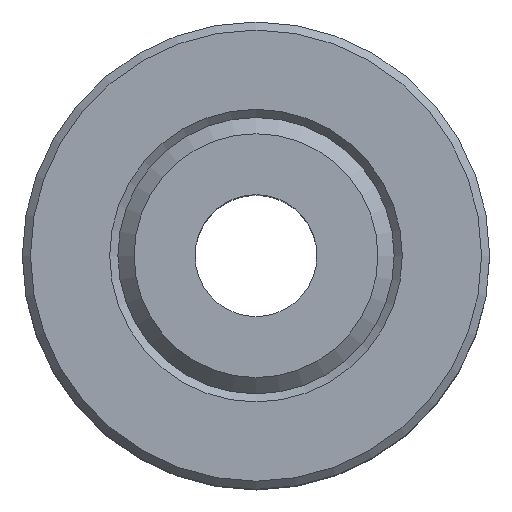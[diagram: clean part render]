
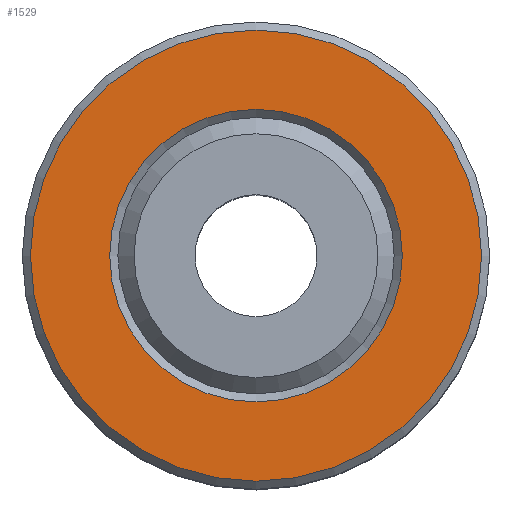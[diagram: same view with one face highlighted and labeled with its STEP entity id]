
A CAD part, top view. The second image highlights one B-rep face of the part: STEP entity #1529.
In plain terms, the highlighted face is planar.
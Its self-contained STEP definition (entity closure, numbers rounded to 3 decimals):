
#103=FACE_BOUND('',#347,.T.);
#109=PLANE('',#1779);
#260=FACE_OUTER_BOUND('',#346,.T.);
#346=EDGE_LOOP('',(#1432));
#347=EDGE_LOOP('',(#1433));
#641=CIRCLE('',#1778,5.55);
#642=CIRCLE('',#1780,3.6);
#785=VERTEX_POINT('',#2757);
#786=VERTEX_POINT('',#2761);
#1001=EDGE_CURVE('',#785,#785,#641,.T.);
#1002=EDGE_CURVE('',#786,#786,#642,.T.);
#1432=ORIENTED_EDGE('',*,*,#1001,.F.);
#1433=ORIENTED_EDGE('',*,*,#1002,.F.);
#1529=ADVANCED_FACE('',(#260,#103),#109,.T.);
#1778=AXIS2_PLACEMENT_3D('',#2759,#2301,#2302);
#1779=AXIS2_PLACEMENT_3D('',#2760,#2303,#2304);
#1780=AXIS2_PLACEMENT_3D('',#2762,#2305,#2306);
#2301=DIRECTION('center_axis',(-1.,0.,0.));
#2302=DIRECTION('ref_axis',(0.,-1.,0.));
#2303=DIRECTION('center_axis',(1.,0.,0.));
#2304=DIRECTION('ref_axis',(0.,0.,-1.));
#2305=DIRECTION('center_axis',(1.,0.,0.));
#2306=DIRECTION('ref_axis',(0.,0.,-1.));
#2757=CARTESIAN_POINT('',(5.,5.55,0.));
#2759=CARTESIAN_POINT('Origin',(5.,0.,0.));
#2760=CARTESIAN_POINT('Origin',(5.,3.5,0.));
#2761=CARTESIAN_POINT('',(5.,0.,3.6));
#2762=CARTESIAN_POINT('Origin',(5.,0.,0.));
